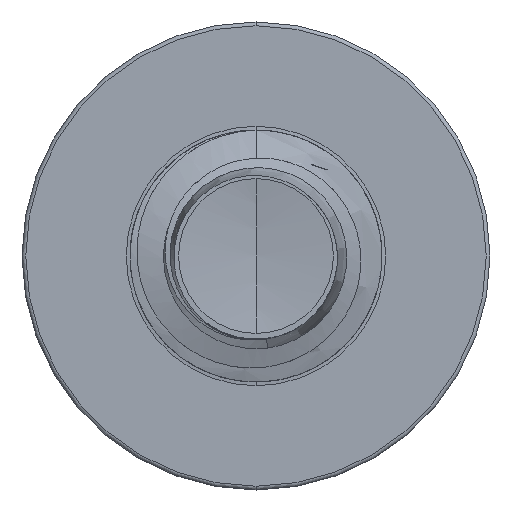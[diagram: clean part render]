
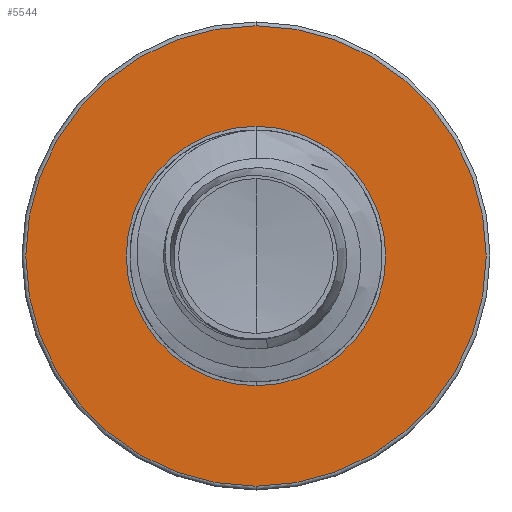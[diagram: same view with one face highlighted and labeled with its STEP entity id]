
A CAD part, front view. The second image highlights one B-rep face of the part: STEP entity #5544.
In plain terms, the highlighted planar face has unit normal (0, -1, 0).
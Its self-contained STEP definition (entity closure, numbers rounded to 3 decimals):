
#246 = DIRECTION ( 'NONE',  ( 0., 0., 1. ) ) ;
#253 = DIRECTION ( 'NONE',  ( 0., 1., 0. ) ) ;
#283 = PLANE ( 'NONE',  #12398 ) ;
#348 = CARTESIAN_POINT ( 'NONE',  ( 0., 6., -0.721 ) ) ;
#1617 = AXIS2_PLACEMENT_3D ( 'NONE', #2731, #14532, #4529 ) ;
#1694 = AXIS2_PLACEMENT_3D ( 'NONE', #19721, #10811, #21341 ) ;
#2731 = CARTESIAN_POINT ( 'NONE',  ( 0., 6., 0. ) ) ;
#3447 = CIRCLE ( 'NONE', #7105, 0.721 ) ;
#3933 = CARTESIAN_POINT ( 'NONE',  ( 0., 6., 1.279 ) ) ;
#4028 = FACE_BOUND ( 'NONE', #6116, .T. ) ;
#4529 = DIRECTION ( 'NONE',  ( 0., 0., 1. ) ) ;
#4610 = FACE_OUTER_BOUND ( 'NONE', #8235, .T. ) ;
#5353 = AXIS2_PLACEMENT_3D ( 'NONE', #9507, #20106, #11203 ) ;
#5544 = ADVANCED_FACE ( 'NONE', ( #4610, #4028 ), #283, .F. ) ;
#5790 = VERTEX_POINT ( 'NONE', #20946 ) ;
#6116 = EDGE_LOOP ( 'NONE', ( #12541, #14073 ) ) ;
#6247 = CIRCLE ( 'NONE', #1617, 1.279 ) ;
#7105 = AXIS2_PLACEMENT_3D ( 'NONE', #19728, #10818, #21349 ) ;
#8235 = EDGE_LOOP ( 'NONE', ( #11309, #12077 ) ) ;
#8454 = VERTEX_POINT ( 'NONE', #20500 ) ;
#9507 = CARTESIAN_POINT ( 'NONE',  ( 0., 6., 0. ) ) ;
#10811 = DIRECTION ( 'NONE',  ( 0., 1., 0. ) ) ;
#10818 = DIRECTION ( 'NONE',  ( 0., 1., 0. ) ) ;
#11203 = DIRECTION ( 'NONE',  ( 0., 0., 1. ) ) ;
#11309 = ORIENTED_EDGE ( 'NONE', *, *, #16456, .F. ) ;
#12077 = ORIENTED_EDGE ( 'NONE', *, *, #18169, .F. ) ;
#12398 = AXIS2_PLACEMENT_3D ( 'NONE', #348, #253, #246 ) ;
#12541 = ORIENTED_EDGE ( 'NONE', *, *, #18146, .T. ) ;
#14020 = CARTESIAN_POINT ( 'NONE',  ( 0., 6., -0.721 ) ) ;
#14073 = ORIENTED_EDGE ( 'NONE', *, *, #15515, .T. ) ;
#14532 = DIRECTION ( 'NONE',  ( 0., 1., 0. ) ) ;
#14939 = CIRCLE ( 'NONE', #1694, 0.721 ) ;
#15515 = EDGE_CURVE ( 'NONE', #15553, #5790, #3447, .T. ) ;
#15553 = VERTEX_POINT ( 'NONE', #14020 ) ;
#16456 = EDGE_CURVE ( 'NONE', #18833, #8454, #18709, .T. ) ;
#18146 = EDGE_CURVE ( 'NONE', #5790, #15553, #14939, .T. ) ;
#18169 = EDGE_CURVE ( 'NONE', #8454, #18833, #6247, .T. ) ;
#18709 = CIRCLE ( 'NONE', #5353, 1.279 ) ;
#18833 = VERTEX_POINT ( 'NONE', #3933 ) ;
#19721 = CARTESIAN_POINT ( 'NONE',  ( 0., 6., 0. ) ) ;
#19728 = CARTESIAN_POINT ( 'NONE',  ( 0., 6., 0. ) ) ;
#20106 = DIRECTION ( 'NONE',  ( 0., 1., 0. ) ) ;
#20500 = CARTESIAN_POINT ( 'NONE',  ( 0., 6., -1.279 ) ) ;
#20946 = CARTESIAN_POINT ( 'NONE',  ( 0., 6., 0.721 ) ) ;
#21341 = DIRECTION ( 'NONE',  ( 0., 0., 1. ) ) ;
#21349 = DIRECTION ( 'NONE',  ( 0., 0., 1. ) ) ;
